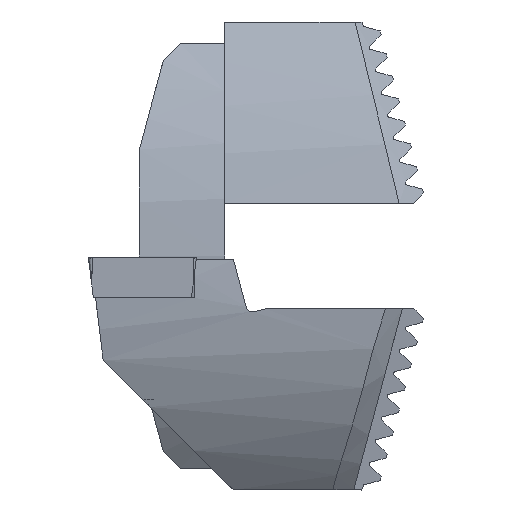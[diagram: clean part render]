
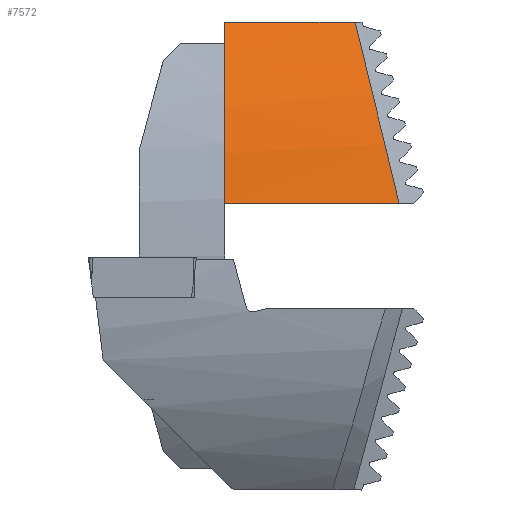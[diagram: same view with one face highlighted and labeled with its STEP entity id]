
A CAD part, left-side view. The second image highlights one B-rep face of the part: STEP entity #7572.
In plain terms, the highlighted cylindrical face has radius 40 mm (diameter 80 mm), a partial arc.
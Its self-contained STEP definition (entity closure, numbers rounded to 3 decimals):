
#176 = FACE_OUTER_BOUND ( 'NONE', #7289, .T. ) ;
#507 = EDGE_CURVE ( 'NONE', #1924, #1773, #11980, .T. ) ;
#536 = CARTESIAN_POINT ( 'NONE',  ( -16.6, -23.9, 6.2 ) ) ;
#609 = CARTESIAN_POINT ( 'NONE',  ( 19.319, -17.759, -11.402 ) ) ;
#724 = CARTESIAN_POINT ( 'NONE',  ( 19.625, -17.913, -10.765 ) ) ;
#1140 = CARTESIAN_POINT ( 'NONE',  ( 12.447, 0., -21.3 ) ) ;
#1773 = VERTEX_POINT ( 'NONE', #3739 ) ;
#1924 = VERTEX_POINT ( 'NONE', #13865 ) ;
#2032 = CARTESIAN_POINT ( 'NONE',  ( 20.038, -18.134, -9.858 ) ) ;
#2260 = DIRECTION ( 'NONE',  ( 0., 1., 0. ) ) ;
#2272 = CARTESIAN_POINT ( 'NONE',  ( 19.31, -17.754, -11.42 ) ) ;
#3554 = CARTESIAN_POINT ( 'NONE',  ( 19.763, -17.986, -10.466 ) ) ;
#3739 = CARTESIAN_POINT ( 'NONE',  ( 22.917, 0., 0. ) ) ;
#4116 = CYLINDRICAL_SURFACE ( 'NONE', #14761, 40. ) ;
#4594 = DIRECTION ( 'NONE',  ( 0., 0., 1. ) ) ;
#5147 = VECTOR ( 'NONE', #14502, 1000. ) ;
#6228 = EDGE_CURVE ( 'NONE', #9599, #18170, #14779, .T. ) ;
#6498 = CARTESIAN_POINT ( 'NONE',  ( 12.447, -15.357, -21.3 ) ) ;
#7289 = EDGE_LOOP ( 'NONE', ( #18017, #12195, #12667, #10723 ) ) ;
#7421 = DIRECTION ( 'NONE',  ( 0., 1., 0. ) ) ;
#7500 = CARTESIAN_POINT ( 'NONE',  ( 22.917, -20.525, 0. ) ) ;
#7572 = ADVANCED_FACE ( 'NONE', ( #176 ), #4116, .T. ) ;
#7757 = CARTESIAN_POINT ( 'NONE',  ( 13.719, -15.682, -19.956 ) ) ;
#7808 = CARTESIAN_POINT ( 'NONE',  ( 19.302, -17.75, -11.437 ) ) ;
#8015 = B_SPLINE_CURVE_WITH_KNOTS ( 'NONE', 3,
 ( #7500, #8907, #16361, #9206, #13277, #13475, #2032, #3554, #724, #12035, #11969, #17585, #609, #2272, #9268, #7808, #16172, #17703, #10569, #7757, #6498 ),
 .UNSPECIFIED., .F., .F.,
 ( 4, 2, 2, 2, 1, 1, 1, 1, 1, 2, 2, 2, 4 ),
 ( 0., 0.25, 0.375, 0.437, 0.469, 0.484, 0.492, 0.496, 0.498, 0.499, 0.5, 0.75, 1. ),
 .UNSPECIFIED. ) ;
#8381 = VECTOR ( 'NONE', #2260, 1000. ) ;
#8907 = CARTESIAN_POINT ( 'NONE',  ( 22.558, -19.97, -2.285 ) ) ;
#9206 = CARTESIAN_POINT ( 'NONE',  ( 21.085, -18.767, -7.248 ) ) ;
#9268 = CARTESIAN_POINT ( 'NONE',  ( 19.304, -17.751, -11.432 ) ) ;
#9599 = VERTEX_POINT ( 'NONE', #15273 ) ;
#10407 = CARTESIAN_POINT ( 'NONE',  ( 22.917, -23.9, 0. ) ) ;
#10569 = CARTESIAN_POINT ( 'NONE',  ( 14.953, -16.044, -18.467 ) ) ;
#10723 = ORIENTED_EDGE ( 'NONE', *, *, #10739, .T. ) ;
#10739 = EDGE_CURVE ( 'NONE', #18170, #1773, #11202, .T. ) ;
#11202 = CIRCLE ( 'NONE', #17821, 40. ) ;
#11969 = CARTESIAN_POINT ( 'NONE',  ( 19.38, -17.789, -11.276 ) ) ;
#11980 = LINE ( 'NONE', #10407, #5147 ) ;
#12035 = CARTESIAN_POINT ( 'NONE',  ( 19.462, -17.83, -11.107 ) ) ;
#12195 = ORIENTED_EDGE ( 'NONE', *, *, #17358, .T. ) ;
#12667 = ORIENTED_EDGE ( 'NONE', *, *, #6228, .T. ) ;
#13277 = CARTESIAN_POINT ( 'NONE',  ( 20.748, -18.547, -8.153 ) ) ;
#13432 = DIRECTION ( 'NONE',  ( 0., -1., 0. ) ) ;
#13475 = CARTESIAN_POINT ( 'NONE',  ( 20.218, -18.235, -9.44 ) ) ;
#13865 = CARTESIAN_POINT ( 'NONE',  ( 22.917, -20.525, 0. ) ) ;
#14502 = DIRECTION ( 'NONE',  ( 0., 1., 0. ) ) ;
#14761 = AXIS2_PLACEMENT_3D ( 'NONE', #536, #7421, #4594 ) ;
#14779 = LINE ( 'NONE', #17575, #8381 ) ;
#15273 = CARTESIAN_POINT ( 'NONE',  ( 12.447, -15.357, -21.3 ) ) ;
#16172 = CARTESIAN_POINT ( 'NONE',  ( 18.343, -17.277, -13.388 ) ) ;
#16361 = CARTESIAN_POINT ( 'NONE',  ( 22.026, -19.461, -4.386 ) ) ;
#17358 = EDGE_CURVE ( 'NONE', #1924, #9599, #8015, .T. ) ;
#17575 = CARTESIAN_POINT ( 'NONE',  ( 12.447, -23.9, -21.3 ) ) ;
#17585 = CARTESIAN_POINT ( 'NONE',  ( 19.339, -17.769, -11.36 ) ) ;
#17608 = DIRECTION ( 'NONE',  ( 0., 0., 1. ) ) ;
#17703 = CARTESIAN_POINT ( 'NONE',  ( 17.265, -16.842, -15.182 ) ) ;
#17725 = CARTESIAN_POINT ( 'NONE',  ( -16.6, 0., 6.2 ) ) ;
#17821 = AXIS2_PLACEMENT_3D ( 'NONE', #17725, #13432, #17608 ) ;
#18017 = ORIENTED_EDGE ( 'NONE', *, *, #507, .F. ) ;
#18170 = VERTEX_POINT ( 'NONE', #1140 ) ;
